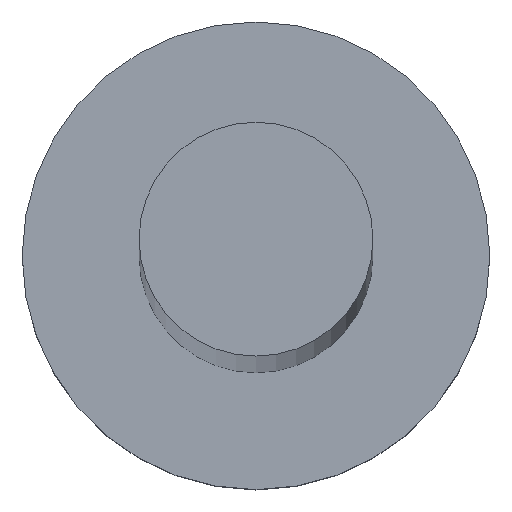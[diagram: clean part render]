
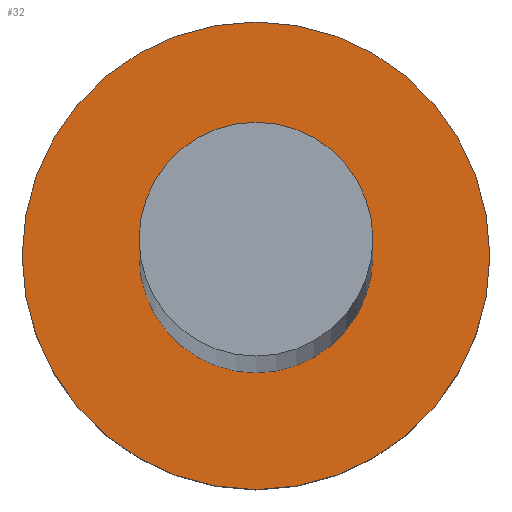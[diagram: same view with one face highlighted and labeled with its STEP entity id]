
A CAD part, top view. The second image highlights one B-rep face of the part: STEP entity #32.
In plain terms, the highlighted planar face has unit normal (0, 0, 1).
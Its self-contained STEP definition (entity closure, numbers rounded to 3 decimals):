
#5 = CARTESIAN_POINT ( 'NONE',  ( 0., 0., 5. ) ) ;
#7 = CARTESIAN_POINT ( 'NONE',  ( 0., 0., 5. ) ) ;
#23 = EDGE_LOOP ( 'NONE', ( #121, #160 ) ) ;
#24 = DIRECTION ( 'NONE',  ( 0., 0., 1. ) ) ;
#25 = AXIS2_PLACEMENT_3D ( 'NONE', #61, #144, #84 ) ;
#26 = AXIS2_PLACEMENT_3D ( 'NONE', #5, #24, #48 ) ;
#32 = ADVANCED_FACE ( 'NONE', ( #139, #214 ), #197, .T. ) ;
#41 = DIRECTION ( 'NONE',  ( 0., 0., 1. ) ) ;
#48 = DIRECTION ( 'NONE',  ( 1., 0., 0. ) ) ;
#50 = AXIS2_PLACEMENT_3D ( 'NONE', #220, #189, #91 ) ;
#61 = CARTESIAN_POINT ( 'NONE',  ( 0., 0., 5. ) ) ;
#68 = DIRECTION ( 'NONE',  ( 0., 0., 1. ) ) ;
#69 = EDGE_CURVE ( 'NONE', #102, #183, #83, .T. ) ;
#70 = CARTESIAN_POINT ( 'NONE',  ( 3., 0., 5. ) ) ;
#78 = EDGE_CURVE ( 'NONE', #106, #200, #168, .T. ) ;
#83 = CIRCLE ( 'NONE', #150, 6. ) ;
#84 = DIRECTION ( 'NONE',  ( 1., 0., 0. ) ) ;
#85 = CIRCLE ( 'NONE', #226, 3. ) ;
#91 = DIRECTION ( 'NONE',  ( 1., 0., 0. ) ) ;
#98 = EDGE_CURVE ( 'NONE', #200, #106, #85, .T. ) ;
#102 = VERTEX_POINT ( 'NONE', #108 ) ;
#106 = VERTEX_POINT ( 'NONE', #70 ) ;
#108 = CARTESIAN_POINT ( 'NONE',  ( 6., 0., 5. ) ) ;
#117 = CARTESIAN_POINT ( 'NONE',  ( -3., 0., 5. ) ) ;
#121 = ORIENTED_EDGE ( 'NONE', *, *, #98, .F. ) ;
#126 = DIRECTION ( 'NONE',  ( 1., 0., 0. ) ) ;
#139 = FACE_BOUND ( 'NONE', #23, .T. ) ;
#143 = EDGE_CURVE ( 'NONE', #183, #102, #215, .T. ) ;
#144 = DIRECTION ( 'NONE',  ( 0., 0., 1. ) ) ;
#150 = AXIS2_PLACEMENT_3D ( 'NONE', #177, #41, #126 ) ;
#160 = ORIENTED_EDGE ( 'NONE', *, *, #78, .F. ) ;
#168 = CIRCLE ( 'NONE', #26, 3. ) ;
#177 = CARTESIAN_POINT ( 'NONE',  ( 0., 0., 5. ) ) ;
#183 = VERTEX_POINT ( 'NONE', #253 ) ;
#189 = DIRECTION ( 'NONE',  ( 0., 0., 1. ) ) ;
#197 = PLANE ( 'NONE',  #25 ) ;
#200 = VERTEX_POINT ( 'NONE', #117 ) ;
#204 = DIRECTION ( 'NONE',  ( 1., 0., 0. ) ) ;
#214 = FACE_OUTER_BOUND ( 'NONE', #237, .T. ) ;
#215 = CIRCLE ( 'NONE', #50, 6. ) ;
#217 = ORIENTED_EDGE ( 'NONE', *, *, #69, .T. ) ;
#220 = CARTESIAN_POINT ( 'NONE',  ( 0., 0., 5. ) ) ;
#226 = AXIS2_PLACEMENT_3D ( 'NONE', #7, #68, #204 ) ;
#237 = EDGE_LOOP ( 'NONE', ( #239, #217 ) ) ;
#239 = ORIENTED_EDGE ( 'NONE', *, *, #143, .T. ) ;
#253 = CARTESIAN_POINT ( 'NONE',  ( -6., 0., 5. ) ) ;
